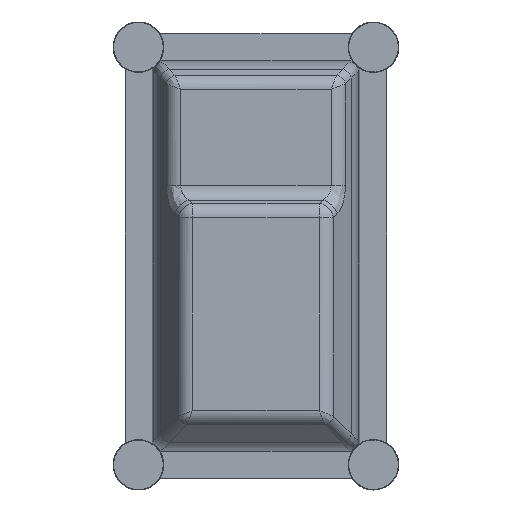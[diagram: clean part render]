
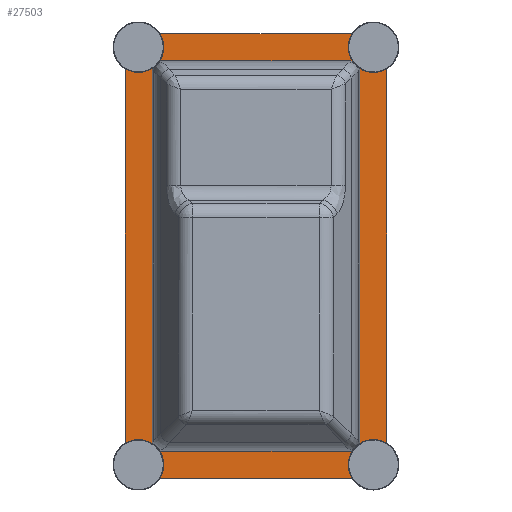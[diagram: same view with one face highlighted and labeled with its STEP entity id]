
A CAD part, top view. The second image highlights one B-rep face of the part: STEP entity #27503.
In plain terms, the highlighted planar face has unit normal (0, 0, 1).
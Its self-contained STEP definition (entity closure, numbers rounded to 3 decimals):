
#249=FACE_BOUND('',#3054,.T.);
#314=ELLIPSE('',#30559,3.008,3.);
#315=ELLIPSE('',#30560,3.008,3.);
#316=ELLIPSE('',#30561,3.008,3.);
#317=ELLIPSE('',#30562,3.008,3.);
#421=PLANE('',#30558);
#1586=FACE_OUTER_BOUND('',#3053,.T.);
#3053=EDGE_LOOP('',(#21306,#21307,#21308,#21309,#21310,#21311,#21312,#21313));
#3054=EDGE_LOOP('',(#21314,#21315,#21316,#21317,#21318,#21319,#21320,#21321));
#5322=CIRCLE('',#30532,5.);
#5326=CIRCLE('',#30539,5.);
#5330=CIRCLE('',#30546,5.);
#5335=CIRCLE('',#30554,5.);
#6258=LINE('',#44826,#8142);
#6259=LINE('',#44827,#8143);
#6260=LINE('',#44828,#8144);
#6261=LINE('',#44829,#8145);
#6262=LINE('',#44832,#8146);
#6263=LINE('',#44836,#8147);
#6264=LINE('',#44840,#8148);
#6265=LINE('',#44844,#8149);
#8142=VECTOR('',#36833,127.31);
#8143=VECTOR('',#36834,69.31);
#8144=VECTOR('',#36835,127.31);
#8145=VECTOR('',#36836,69.31);
#8146=VECTOR('',#36837,117.99);
#8147=VECTOR('',#36840,59.99);
#8148=VECTOR('',#36843,117.99);
#8149=VECTOR('',#36846,59.99);
#11266=VERTEX_POINT('',#44706);
#11269=VERTEX_POINT('',#44717);
#11272=VERTEX_POINT('',#44731);
#11275=VERTEX_POINT('',#44742);
#11278=VERTEX_POINT('',#44756);
#11281=VERTEX_POINT('',#44767);
#11283=VERTEX_POINT('',#44775);
#11285=VERTEX_POINT('',#44785);
#11288=VERTEX_POINT('',#44830);
#11289=VERTEX_POINT('',#44831);
#11290=VERTEX_POINT('',#44833);
#11291=VERTEX_POINT('',#44835);
#11292=VERTEX_POINT('',#44837);
#11293=VERTEX_POINT('',#44839);
#11294=VERTEX_POINT('',#44841);
#11295=VERTEX_POINT('',#44843);
#14784=EDGE_CURVE('',#11266,#11269,#5322,.T.);
#14792=EDGE_CURVE('',#11272,#11275,#5326,.T.);
#14800=EDGE_CURVE('',#11278,#11281,#5330,.T.);
#14809=EDGE_CURVE('',#11285,#11283,#5335,.T.);
#14813=EDGE_CURVE('',#11269,#11285,#6258,.T.);
#14814=EDGE_CURVE('',#11283,#11272,#6259,.T.);
#14815=EDGE_CURVE('',#11275,#11278,#6260,.T.);
#14816=EDGE_CURVE('',#11281,#11266,#6261,.T.);
#14817=EDGE_CURVE('',#11288,#11289,#6262,.T.);
#14818=EDGE_CURVE('',#11290,#11289,#314,.F.);
#14819=EDGE_CURVE('',#11290,#11291,#6263,.T.);
#14820=EDGE_CURVE('',#11292,#11291,#315,.F.);
#14821=EDGE_CURVE('',#11292,#11293,#6264,.T.);
#14822=EDGE_CURVE('',#11294,#11293,#316,.F.);
#14823=EDGE_CURVE('',#11294,#11295,#6265,.T.);
#14824=EDGE_CURVE('',#11288,#11295,#317,.F.);
#21306=ORIENTED_EDGE('',*,*,#14784,.T.);
#21307=ORIENTED_EDGE('',*,*,#14813,.T.);
#21308=ORIENTED_EDGE('',*,*,#14809,.T.);
#21309=ORIENTED_EDGE('',*,*,#14814,.T.);
#21310=ORIENTED_EDGE('',*,*,#14792,.T.);
#21311=ORIENTED_EDGE('',*,*,#14815,.T.);
#21312=ORIENTED_EDGE('',*,*,#14800,.T.);
#21313=ORIENTED_EDGE('',*,*,#14816,.T.);
#21314=ORIENTED_EDGE('',*,*,#14817,.T.);
#21315=ORIENTED_EDGE('',*,*,#14818,.F.);
#21316=ORIENTED_EDGE('',*,*,#14819,.T.);
#21317=ORIENTED_EDGE('',*,*,#14820,.F.);
#21318=ORIENTED_EDGE('',*,*,#14821,.T.);
#21319=ORIENTED_EDGE('',*,*,#14822,.F.);
#21320=ORIENTED_EDGE('',*,*,#14823,.T.);
#21321=ORIENTED_EDGE('',*,*,#14824,.F.);
#27503=ADVANCED_FACE('',(#1586,#249),#421,.T.);
#30532=AXIS2_PLACEMENT_3D('',#44721,#36773,#36774);
#30539=AXIS2_PLACEMENT_3D('',#44746,#36789,#36790);
#30546=AXIS2_PLACEMENT_3D('',#44771,#36805,#36806);
#30554=AXIS2_PLACEMENT_3D('',#44797,#36823,#36824);
#30558=AXIS2_PLACEMENT_3D('',#44825,#36831,#36832);
#30559=AXIS2_PLACEMENT_3D('',#44834,#36838,#36839);
#30560=AXIS2_PLACEMENT_3D('',#44838,#36841,#36842);
#30561=AXIS2_PLACEMENT_3D('',#44842,#36844,#36845);
#30562=AXIS2_PLACEMENT_3D('',#44845,#36847,#36848);
#36773=DIRECTION('center_axis',(0.,0.,
-1.));
#36774=DIRECTION('ref_axis',(-1.,0.,0.));
#36789=DIRECTION('center_axis',(0.,0.,
-1.));
#36790=DIRECTION('ref_axis',(-1.,0.,0.));
#36805=DIRECTION('center_axis',(0.,0.,
-1.));
#36806=DIRECTION('ref_axis',(-1.,0.,0.));
#36823=DIRECTION('center_axis',(0.,0.,
-1.));
#36824=DIRECTION('ref_axis',(-1.,0.,0.));
#36831=DIRECTION('center_axis',(0.,0.,
1.));
#36832=DIRECTION('ref_axis',(1.,0.,0.));
#36833=DIRECTION('',(0.,1.,0.));
#36834=DIRECTION('',(-1.,0.,0.));
#36835=DIRECTION('',(0.,-1.,0.));
#36836=DIRECTION('',(1.,0.,0.));
#36837=DIRECTION('',(0.,1.,0.));
#36838=DIRECTION('center_axis',(0.,0.,
-1.));
#36839=DIRECTION('ref_axis',(-0.707,0.707,0.));
#36840=DIRECTION('',(1.,0.,0.));
#36841=DIRECTION('center_axis',(0.,0.,
-1.));
#36842=DIRECTION('ref_axis',(0.707,0.707,0.));
#36843=DIRECTION('',(0.,-1.,0.));
#36844=DIRECTION('center_axis',(0.,0.,
-1.));
#36845=DIRECTION('ref_axis',(0.707,-0.707,0.));
#36846=DIRECTION('',(-1.,0.,0.));
#36847=DIRECTION('center_axis',(0.,0.,
-1.));
#36848=DIRECTION('ref_axis',(-0.707,-0.707,0.));
#44706=CARTESIAN_POINT('',(34.655,-70.563,-38.021));
#44717=CARTESIAN_POINT('',(41.563,-63.655,-38.021));
#44721=CARTESIAN_POINT('Origin',(37.355,-66.355,-38.021));
#44731=CARTESIAN_POINT('',(-34.655,70.563,-38.021));
#44742=CARTESIAN_POINT('',(-41.563,63.655,-38.021));
#44746=CARTESIAN_POINT('Origin',(-37.355,66.355,-38.021));
#44756=CARTESIAN_POINT('',(-41.563,-63.655,-38.021));
#44767=CARTESIAN_POINT('',(-34.655,-70.563,-38.021));
#44771=CARTESIAN_POINT('Origin',(-37.355,-66.355,-38.021));
#44775=CARTESIAN_POINT('',(34.655,70.563,-38.021));
#44785=CARTESIAN_POINT('',(41.563,63.655,-38.021));
#44797=CARTESIAN_POINT('Origin',(37.355,66.355,-38.021));
#44825=CARTESIAN_POINT('Origin',(0.,0.,
-38.021));
#44826=CARTESIAN_POINT('',(41.563,-68.527,-38.021));
#44827=CARTESIAN_POINT('',(39.527,70.563,-38.021));
#44828=CARTESIAN_POINT('',(-41.563,68.527,-38.021));
#44829=CARTESIAN_POINT('',(-39.527,-70.563,-38.021));
#44830=CARTESIAN_POINT('',(-33.011,-58.995,-38.021));
#44831=CARTESIAN_POINT('',(-33.011,58.995,-38.021));
#44832=CARTESIAN_POINT('',(-33.011,-30.995,-38.021));
#44833=CARTESIAN_POINT('',(-30.015,61.991,-38.021));
#44834=CARTESIAN_POINT('Origin',(-30.006,58.987,-38.021));
#44835=CARTESIAN_POINT('',(29.975,61.991,-38.021));
#44836=CARTESIAN_POINT('',(-16.505,61.991,-38.021));
#44837=CARTESIAN_POINT('',(32.971,58.995,-38.021));
#44838=CARTESIAN_POINT('Origin',(29.967,58.987,-38.021));
#44839=CARTESIAN_POINT('',(32.971,-58.995,-38.021));
#44840=CARTESIAN_POINT('',(32.971,30.995,-38.021));
#44841=CARTESIAN_POINT('',(29.975,-61.991,-38.021));
#44842=CARTESIAN_POINT('Origin',(29.967,-58.987,-38.021));
#44843=CARTESIAN_POINT('',(-30.015,-61.991,-38.021));
#44844=CARTESIAN_POINT('',(16.486,-61.991,-38.021));
#44845=CARTESIAN_POINT('Origin',(-30.006,-58.987,-38.021));
